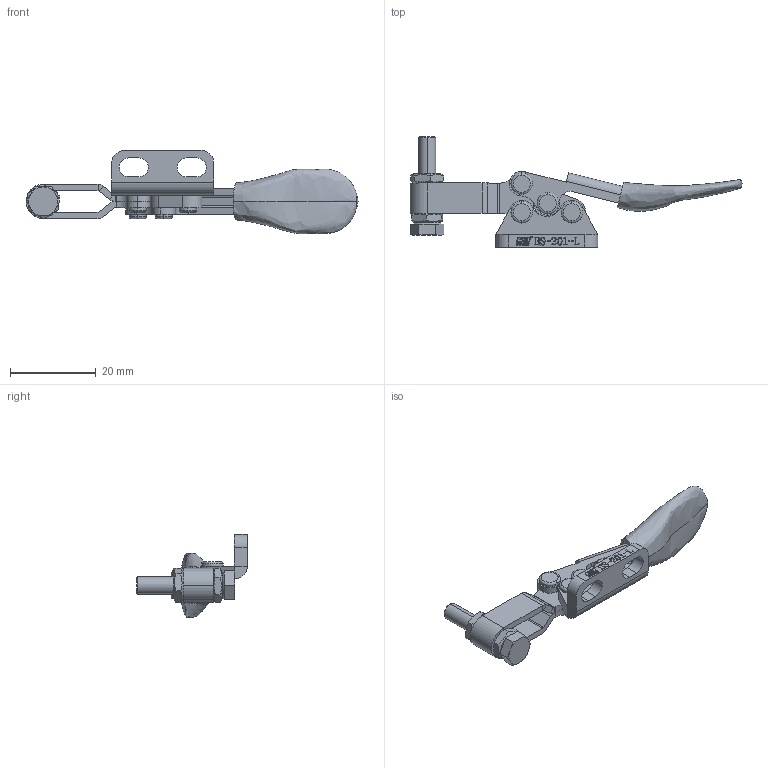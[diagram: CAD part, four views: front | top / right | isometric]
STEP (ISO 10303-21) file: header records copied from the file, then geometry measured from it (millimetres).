
FILE_DESCRIPTION (( 'STEP AP203' ), '1' );
FILE_NAME ('HS-201-L 装配体.STEP', '2018-12-07T02:55:48', ( 'PCOS' ), ( '微软中国' ), 'SwSTEP 2.0', 'SolidWorks 2012', '' );
FILE_SCHEMA (( 'CONFIG_CONTROL_DESIGN' ));
Length unit declared in the file: millimetre
Products named in the file (9): 揤參; 种; 忒梟; 忒參; 蟀裝; 楊擘菁釱; hexagon head bolts-full thread gb_GB_FASTENER_BOLT_STBAB A M4X20-C; HS-201-L  蚾饜极; hex thin nuts-grades ab-chamfered gb_GB_FASTENER_NUT_STNAB M4-N
Assembly tree (12 placements, depth 2):
  HS-201-L  蚾饜极
    楊擘菁釱
    蟀裝
    忒參
    忒梟
    种  x4
    揤參
    hexagon head bolts-full thread gb_GB_FASTENER_BOLT_STBAB A M4X20-C
    hex thin nuts-grades ab-chamfered gb_GB_FASTENER_NUT_STNAB M4-N  x2
Bounding box: 77.42 x 25.8 x 19.4 mm (x, y, z)
Volume: 4163.6 mm3; surface area: 5360.5 mm2
Topology: 12 solids, 12 shells, 605 faces, 1541 edges, 997 vertices
Faces by surface type: plane 302, cylinder 138, bspline 123, cone 26, torus 16
Entity records: 24866 total; most frequent: CARTESIAN_POINT 10996, ORIENTED_EDGE 2846, DIRECTION 2296, EDGE_CURVE 1423, VERTEX_POINT 925, VECTOR 888, LINE 888, AXIS2_PLACEMENT_3D 704
